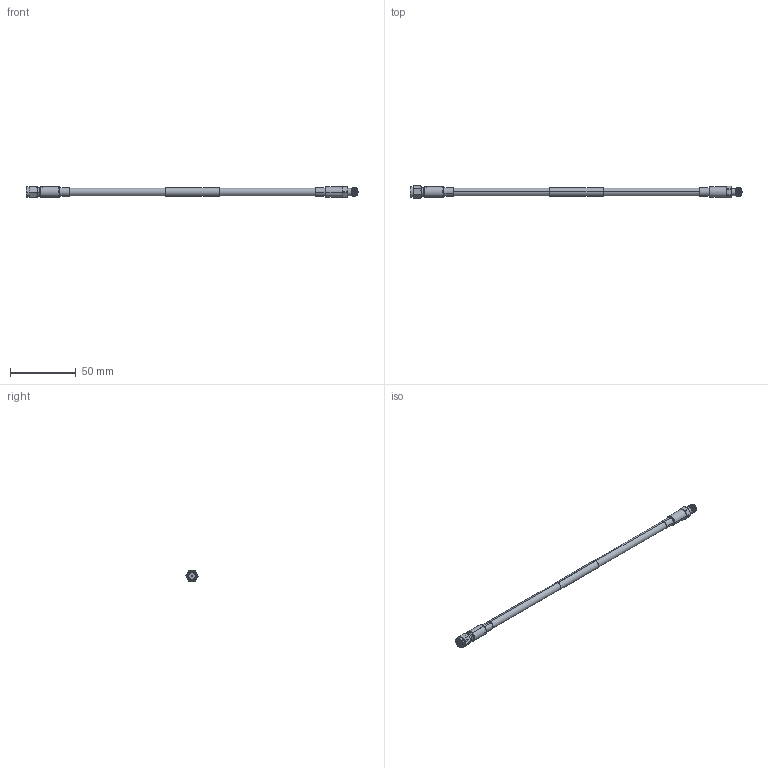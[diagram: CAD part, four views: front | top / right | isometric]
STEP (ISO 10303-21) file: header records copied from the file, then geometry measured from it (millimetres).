
FILE_DESCRIPTION (( 'STEP AP214' ), '1' );
FILE_NAME ('FMC00509-0001_3D.step', '2023-02-23T03:36:34', ( '' ), ( '' ), 'SwSTEP 2.0', 'SolidWorks 2022', '' );
FILE_SCHEMA (( 'AUTOMOTIVE_DESIGN' ));
Length unit declared in the file: inch
Products named in the file (8): FMC00509-0001_3D; LMR-240-UF^FMC00509-0001; Copy of body^FMCO1052_FMC00509-0001; FMCO1052^FMC00509-0001; FMCO1051^FMC00509-0001; Copy of ferrule^FMCO1052_FMC00509-0001; heat shrink conn 1^FMC00509-0001_conn 1; heat shrink conn 2^FMC00509-0001_conn 1
Assembly tree (7 placements, depth 3):
  FMC00509-0001_3D
    LMR-240-UF^FMC00509-0001
    FMCO1051^FMC00509-0001
    FMCO1052^FMC00509-0001
      Copy of body^FMCO1052_FMC00509-0001
      Copy of ferrule^FMCO1052_FMC00509-0001
    heat shrink conn 1^FMC00509-0001_conn 1
    heat shrink conn 2^FMC00509-0001_conn 1
Bounding box: 253.17 x 9.15 x 8.36 mm (x, y, z)
Volume: 7464.3 mm3; surface area: 10425 mm2
Topology: 8 solids, 8 shells, 234 faces, 493 edges, 290 vertices
Faces by surface type: cylinder 86, cone 84, plane 43, torus 18, bspline 3
Entity records: 8607 total; most frequent: CARTESIAN_POINT 3154, DIRECTION 1143, ORIENTED_EDGE 986, AXIS2_PLACEMENT_3D 494, EDGE_CURVE 493, VERTEX_POINT 290, EDGE_LOOP 261, CIRCLE 252
